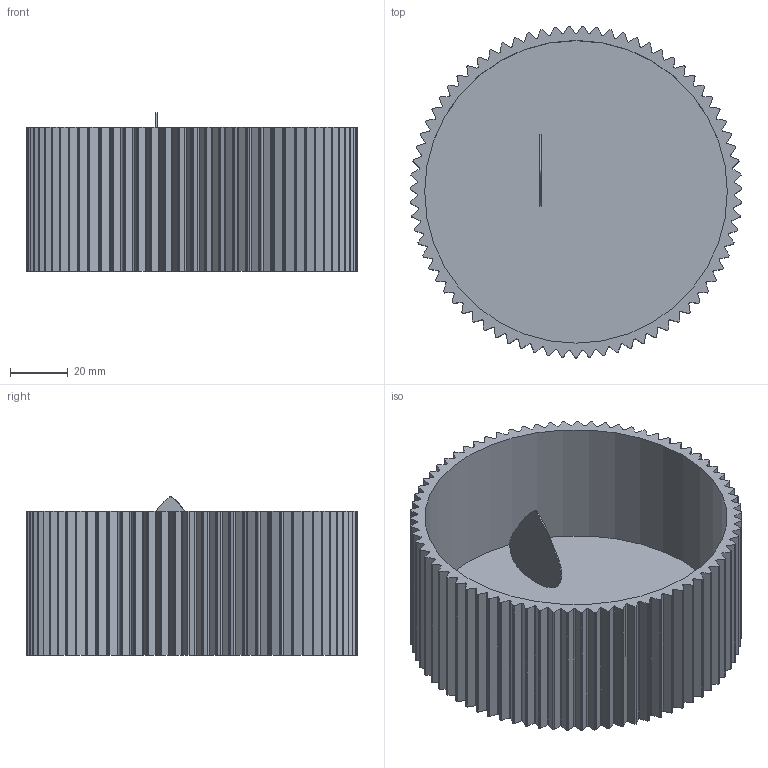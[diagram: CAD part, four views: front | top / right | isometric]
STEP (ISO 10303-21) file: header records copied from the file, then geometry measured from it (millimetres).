
FILE_DESCRIPTION(/* description */ (''),/* implementation_level */ '2;1');
FILE_NAME(/* name */ 'Untitled v1.step',/* time_stamp */ '2024-07-23T20:36:04-07:00',/* author */ (''),/* organization */ (''),/* preprocessor_version */ 'ST-DEVELOPER v20',/* originating_system */ 'Autodesk Translation Framework v13.14.0.145',/* authorisation */ '');
FILE_SCHEMA (('AUTOMOTIVE_DESIGN { 1 0 10303 214 3 1 1 }'));
Length unit declared in the file: millimetre
Products named in the file (1): Untitled
Bounding box: 115.1 x 115.08 x 54.92 mm (x, y, z)
Volume: 108158.8 mm3; surface area: 63353.1 mm2
Topology: 2 solids, 2 shells, 460 faces, 1365 edges, 910 vertices
Faces by surface type: plane 230, cylinder 226, bspline 4
Full cylindrical faces by diameter (mm): 105 x1
Entity records: 15701 total; most frequent: CARTESIAN_POINT 2924, ORIENTED_EDGE 2730, DIRECTION 2723, EDGE_CURVE 1365, VERTEX_POINT 910, AXIS2_PLACEMENT_3D 909, LINE 905, VECTOR 905
